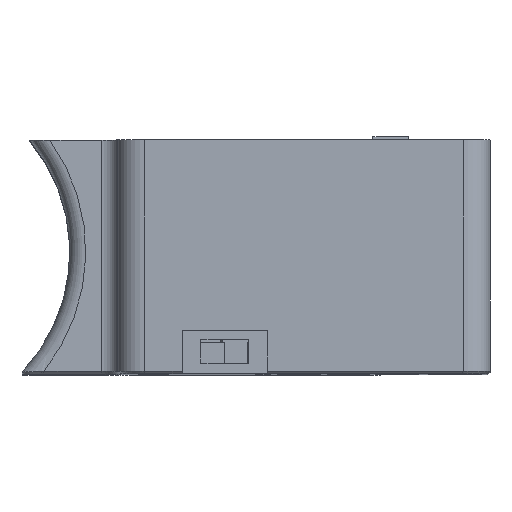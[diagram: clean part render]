
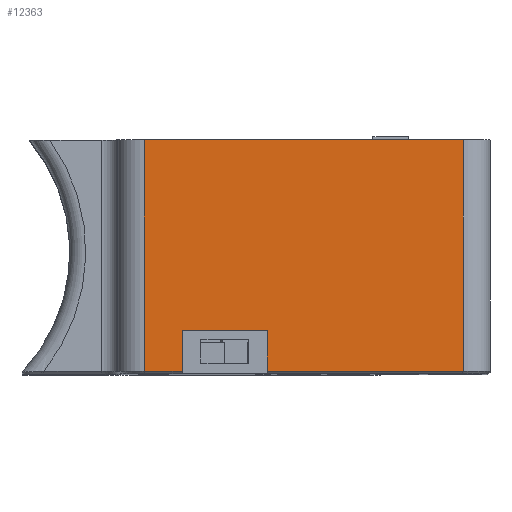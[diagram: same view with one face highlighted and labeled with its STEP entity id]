
A CAD part, top view. The second image highlights one B-rep face of the part: STEP entity #12363.
In plain terms, the highlighted planar face has unit normal (0, 0, 1).
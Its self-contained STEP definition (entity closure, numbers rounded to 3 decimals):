
#1132=FACE_OUTER_BOUND('',#1851,.T.);
#1851=EDGE_LOOP('',(#10179,#10180,#10181,#10182,#10183,#10184,#10185,#10186));
#3109=LINE('',#20311,#4503);
#3154=LINE('',#20403,#4548);
#3156=LINE('',#20407,#4550);
#3157=LINE('',#20409,#4551);
#3158=LINE('',#20410,#4552);
#3159=LINE('',#20412,#4553);
#3160=LINE('',#20414,#4554);
#3161=LINE('',#20415,#4555);
#4503=VECTOR('',#15137,10.);
#4548=VECTOR('',#15212,10.);
#4550=VECTOR('',#15216,10.);
#4551=VECTOR('',#15217,10.);
#4552=VECTOR('',#15218,10.);
#4553=VECTOR('',#15219,10.);
#4554=VECTOR('',#15220,10.);
#4555=VECTOR('',#15221,10.);
#5870=VERTEX_POINT('',#20308);
#5871=VERTEX_POINT('',#20310);
#5902=VERTEX_POINT('',#20400);
#5903=VERTEX_POINT('',#20402);
#5904=VERTEX_POINT('',#20406);
#5905=VERTEX_POINT('',#20408);
#5906=VERTEX_POINT('',#20411);
#5907=VERTEX_POINT('',#20413);
#7408=EDGE_CURVE('',#5870,#5871,#3109,.T.);
#7454=EDGE_CURVE('',#5903,#5902,#3154,.T.);
#7456=EDGE_CURVE('',#5871,#5904,#3156,.T.);
#7457=EDGE_CURVE('',#5905,#5870,#3157,.T.);
#7458=EDGE_CURVE('',#5905,#5903,#3158,.T.);
#7459=EDGE_CURVE('',#5902,#5906,#3159,.T.);
#7460=EDGE_CURVE('',#5907,#5906,#3160,.T.);
#7461=EDGE_CURVE('',#5904,#5907,#3161,.T.);
#10179=ORIENTED_EDGE('',*,*,#7456,.F.);
#10180=ORIENTED_EDGE('',*,*,#7408,.F.);
#10181=ORIENTED_EDGE('',*,*,#7457,.F.);
#10182=ORIENTED_EDGE('',*,*,#7458,.T.);
#10183=ORIENTED_EDGE('',*,*,#7454,.T.);
#10184=ORIENTED_EDGE('',*,*,#7459,.T.);
#10185=ORIENTED_EDGE('',*,*,#7460,.F.);
#10186=ORIENTED_EDGE('',*,*,#7461,.F.);
#11780=PLANE('',#13049);
#12363=ADVANCED_FACE('',(#1132),#11780,.T.);
#13049=AXIS2_PLACEMENT_3D('',#20405,#15214,#15215);
#15137=DIRECTION('',(0.,1.,0.));
#15212=DIRECTION('',(1.,0.,0.));
#15214=DIRECTION('center_axis',(0.,0.,1.));
#15215=DIRECTION('ref_axis',(-1.,0.,0.));
#15216=DIRECTION('',(1.,0.,0.));
#15217=DIRECTION('',(-1.,0.,0.));
#15218=DIRECTION('',(0.,1.,0.));
#15219=DIRECTION('',(0.,-1.,0.));
#15220=DIRECTION('',(-1.,0.,0.));
#15221=DIRECTION('',(0.,-1.,0.));
#20308=CARTESIAN_POINT('',(5.,-1.5,127.5));
#20310=CARTESIAN_POINT('',(5.,42.,127.5));
#20311=CARTESIAN_POINT('',(5.,0.,127.5));
#20400=CARTESIAN_POINT('',(28.141,6.147,127.5));
#20402=CARTESIAN_POINT('',(12.141,6.147,127.5));
#20403=CARTESIAN_POINT('',(27.32,6.147,127.5));
#20405=CARTESIAN_POINT('Origin',(42.5,0.,127.5));
#20406=CARTESIAN_POINT('',(65.,42.,127.5));
#20407=CARTESIAN_POINT('',(42.5,42.,127.5));
#20408=CARTESIAN_POINT('',(12.141,-1.5,127.5));
#20409=CARTESIAN_POINT('',(38.75,-1.5,127.5));
#20410=CARTESIAN_POINT('',(12.141,-1.027,127.5));
#20411=CARTESIAN_POINT('',(28.141,-1.5,127.5));
#20412=CARTESIAN_POINT('',(28.141,3.073,127.5));
#20413=CARTESIAN_POINT('',(65.,-1.5,127.5));
#20414=CARTESIAN_POINT('',(38.75,-1.5,127.5));
#20415=CARTESIAN_POINT('',(65.,0.,127.5));
